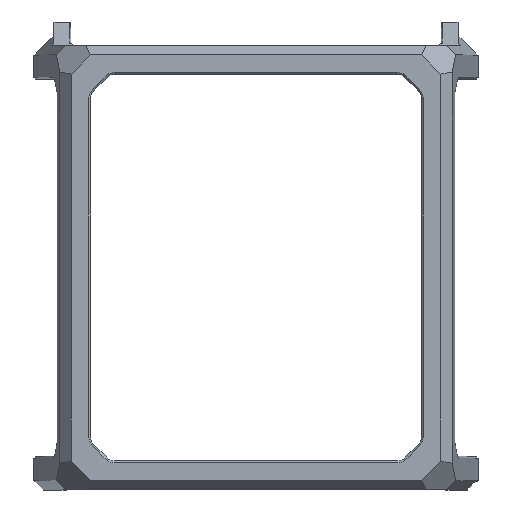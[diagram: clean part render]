
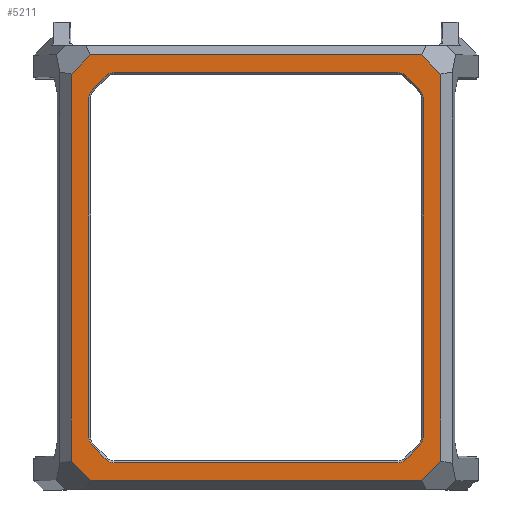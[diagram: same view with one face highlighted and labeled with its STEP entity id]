
A CAD part, top view. The second image highlights one B-rep face of the part: STEP entity #5211.
In plain terms, the highlighted planar face has unit normal (0, 0, 1).
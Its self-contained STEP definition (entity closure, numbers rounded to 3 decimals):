
#57=FACE_BOUND('',#845,.T.);
#217=PLANE('',#5638);
#538=FACE_OUTER_BOUND('',#844,.T.);
#844=EDGE_LOOP('',(#4556,#4557,#4558,#4559,#4560,#4561,#4562,#4563));
#845=EDGE_LOOP('',(#4564,#4565,#4566,#4567,#4568,#4569,#4570,#4571,#4572,
#4573,#4574,#4575,#4576,#4577,#4578,#4579));
#1018=LINE('',#7443,#1607);
#1043=LINE('',#7522,#1632);
#1091=LINE('',#7672,#1680);
#1119=LINE('',#7734,#1708);
#1181=LINE('',#7884,#1770);
#1185=LINE('',#7891,#1774);
#1209=LINE('',#8122,#1798);
#1260=LINE('',#8247,#1849);
#1297=LINE('',#8351,#1886);
#1299=LINE('',#8354,#1888);
#1403=LINE('',#8838,#1992);
#1404=LINE('',#8840,#1993);
#1405=LINE('',#8841,#1994);
#1406=LINE('',#8843,#1995);
#1407=LINE('',#8847,#1996);
#1408=LINE('',#8850,#1997);
#1607=VECTOR('',#5929,1000.);
#1632=VECTOR('',#6014,1000.);
#1680=VECTOR('',#6182,1000.);
#1708=VECTOR('',#6230,1000.);
#1770=VECTOR('',#6370,1000.);
#1774=VECTOR('',#6376,1000.);
#1798=VECTOR('',#6490,1000.);
#1849=VECTOR('',#6595,1000.);
#1886=VECTOR('',#6682,1000.);
#1888=VECTOR('',#6686,1000.);
#1992=VECTOR('',#6914,1000.);
#1993=VECTOR('',#6915,1000.);
#1994=VECTOR('',#6916,1000.);
#1995=VECTOR('',#6917,1000.);
#1996=VECTOR('',#6920,1000.);
#1997=VECTOR('',#6923,1000.);
#2119=CIRCLE('',#5367,6.);
#2120=CIRCLE('',#5370,6.);
#2145=CIRCLE('',#5440,6.);
#2147=CIRCLE('',#5443,6.);
#2181=CIRCLE('',#5549,6.);
#2183=CIRCLE('',#5553,6.);
#2203=CIRCLE('',#5639,6.);
#2204=CIRCLE('',#5640,6.);
#2311=VERTEX_POINT('',#7441);
#2312=VERTEX_POINT('',#7442);
#2334=VERTEX_POINT('',#7515);
#2335=VERTEX_POINT('',#7517);
#2336=VERTEX_POINT('',#7521);
#2337=VERTEX_POINT('',#7525);
#2378=VERTEX_POINT('',#7670);
#2402=VERTEX_POINT('',#7733);
#2405=VERTEX_POINT('',#7740);
#2406=VERTEX_POINT('',#7742);
#2408=VERTEX_POINT('',#7748);
#2451=VERTEX_POINT('',#7883);
#2478=VERTEX_POINT('',#8120);
#2521=VERTEX_POINT('',#8237);
#2524=VERTEX_POINT('',#8242);
#2525=VERTEX_POINT('',#8246);
#2527=VERTEX_POINT('',#8252);
#2553=VERTEX_POINT('',#8349);
#2626=VERTEX_POINT('',#8837);
#2627=VERTEX_POINT('',#8839);
#2628=VERTEX_POINT('',#8842);
#2629=VERTEX_POINT('',#8844);
#2630=VERTEX_POINT('',#8846);
#2631=VERTEX_POINT('',#8848);
#2806=EDGE_CURVE('',#2311,#2312,#1018,.T.);
#2845=EDGE_CURVE('',#2334,#2335,#2119,.T.);
#2847=EDGE_CURVE('',#2335,#2336,#1043,.T.);
#2849=EDGE_CURVE('',#2336,#2337,#2120,.T.);
#2922=EDGE_CURVE('',#2378,#2312,#1091,.T.);
#2952=EDGE_CURVE('',#2337,#2402,#1119,.T.);
#2956=EDGE_CURVE('',#2406,#2405,#2145,.T.);
#2959=EDGE_CURVE('',#2408,#2402,#2147,.T.);
#3029=EDGE_CURVE('',#2451,#2378,#1181,.T.);
#3033=EDGE_CURVE('',#2405,#2408,#1185,.T.);
#3078=EDGE_CURVE('',#2451,#2478,#1209,.T.);
#3139=EDGE_CURVE('',#2521,#2524,#2181,.T.);
#3140=EDGE_CURVE('',#2525,#2406,#1260,.T.);
#3145=EDGE_CURVE('',#2527,#2525,#2183,.T.);
#3187=EDGE_CURVE('',#2478,#2553,#1297,.T.);
#3189=EDGE_CURVE('',#2524,#2527,#1299,.T.);
#3309=EDGE_CURVE('',#2553,#2626,#1403,.T.);
#3310=EDGE_CURVE('',#2627,#2626,#1404,.T.);
#3311=EDGE_CURVE('',#2627,#2311,#1405,.T.);
#3312=EDGE_CURVE('',#2334,#2628,#1406,.T.);
#3313=EDGE_CURVE('',#2628,#2629,#2203,.T.);
#3314=EDGE_CURVE('',#2629,#2630,#1407,.T.);
#3315=EDGE_CURVE('',#2630,#2631,#2204,.T.);
#3316=EDGE_CURVE('',#2631,#2521,#1408,.T.);
#4556=ORIENTED_EDGE('',*,*,#2922,.F.);
#4557=ORIENTED_EDGE('',*,*,#3029,.F.);
#4558=ORIENTED_EDGE('',*,*,#3078,.T.);
#4559=ORIENTED_EDGE('',*,*,#3187,.T.);
#4560=ORIENTED_EDGE('',*,*,#3309,.T.);
#4561=ORIENTED_EDGE('',*,*,#3310,.F.);
#4562=ORIENTED_EDGE('',*,*,#3311,.T.);
#4563=ORIENTED_EDGE('',*,*,#2806,.T.);
#4564=ORIENTED_EDGE('',*,*,#2952,.F.);
#4565=ORIENTED_EDGE('',*,*,#2849,.F.);
#4566=ORIENTED_EDGE('',*,*,#2847,.F.);
#4567=ORIENTED_EDGE('',*,*,#2845,.F.);
#4568=ORIENTED_EDGE('',*,*,#3312,.T.);
#4569=ORIENTED_EDGE('',*,*,#3313,.T.);
#4570=ORIENTED_EDGE('',*,*,#3314,.T.);
#4571=ORIENTED_EDGE('',*,*,#3315,.T.);
#4572=ORIENTED_EDGE('',*,*,#3316,.T.);
#4573=ORIENTED_EDGE('',*,*,#3139,.T.);
#4574=ORIENTED_EDGE('',*,*,#3189,.T.);
#4575=ORIENTED_EDGE('',*,*,#3145,.T.);
#4576=ORIENTED_EDGE('',*,*,#3140,.T.);
#4577=ORIENTED_EDGE('',*,*,#2956,.T.);
#4578=ORIENTED_EDGE('',*,*,#3033,.T.);
#4579=ORIENTED_EDGE('',*,*,#2959,.T.);
#5211=ADVANCED_FACE('',(#538,#57),#217,.T.);
#5367=AXIS2_PLACEMENT_3D('',#7518,#6009,#6010);
#5370=AXIS2_PLACEMENT_3D('',#7526,#6018,#6019);
#5440=AXIS2_PLACEMENT_3D('',#7743,#6236,#6237);
#5443=AXIS2_PLACEMENT_3D('',#7749,#6243,#6244);
#5549=AXIS2_PLACEMENT_3D('',#8244,#6591,#6592);
#5553=AXIS2_PLACEMENT_3D('',#8256,#6603,#6604);
#5638=AXIS2_PLACEMENT_3D('',#8836,#6912,#6913);
#5639=AXIS2_PLACEMENT_3D('',#8845,#6918,#6919);
#5640=AXIS2_PLACEMENT_3D('',#8849,#6921,#6922);
#5929=DIRECTION('',(-0.707,-0.707,0.));
#6009=DIRECTION('center_axis',(0.,0.,
1.));
#6010=DIRECTION('ref_axis',(0.,-1.,0.));
#6014=DIRECTION('',(-0.707,-0.707,0.));
#6018=DIRECTION('center_axis',(0.,0.,
1.));
#6019=DIRECTION('ref_axis',(0.,-1.,0.));
#6182=DIRECTION('',(0.,1.,0.));
#6230=DIRECTION('',(0.,-1.,0.));
#6236=DIRECTION('center_axis',(0.,0.,
-1.));
#6237=DIRECTION('ref_axis',(0.,-1.,0.));
#6243=DIRECTION('center_axis',(0.,0.,
-1.));
#6244=DIRECTION('ref_axis',(0.,-1.,0.));
#6370=DIRECTION('',(-0.707,0.707,0.));
#6376=DIRECTION('',(-0.707,0.707,0.));
#6490=DIRECTION('',(1.,0.,0.));
#6591=DIRECTION('center_axis',(0.,0.,
-1.));
#6592=DIRECTION('ref_axis',(0.,-1.,0.));
#6595=DIRECTION('',(-1.,0.,0.));
#6603=DIRECTION('center_axis',(0.,0.,
-1.));
#6604=DIRECTION('ref_axis',(0.,-1.,0.));
#6682=DIRECTION('',(0.707,0.707,0.));
#6686=DIRECTION('',(-0.707,-0.707,0.));
#6912=DIRECTION('center_axis',(0.,0.,
1.));
#6913=DIRECTION('ref_axis',(0.,-1.,0.));
#6914=DIRECTION('',(0.,1.,0.));
#6915=DIRECTION('',(0.707,-0.707,0.));
#6916=DIRECTION('',(-1.,0.,0.));
#6917=DIRECTION('',(1.,0.,0.));
#6918=DIRECTION('center_axis',(0.,0.,
-1.));
#6919=DIRECTION('ref_axis',(0.,-1.,0.));
#6920=DIRECTION('',(0.707,-0.707,0.));
#6921=DIRECTION('center_axis',(0.,0.,
-1.));
#6922=DIRECTION('ref_axis',(0.,-1.,0.));
#6923=DIRECTION('',(0.,-1.,0.));
#7441=CARTESIAN_POINT('',(-88.679,114.,382.2));
#7442=CARTESIAN_POINT('',(-99.015,103.664,382.2));
#7443=CARTESIAN_POINT('',(-101.341,101.338,382.2));
#7515=CARTESIAN_POINT('',(-76.059,104.5,382.2));
#7517=CARTESIAN_POINT('',(-80.301,102.742,382.2));
#7518=CARTESIAN_POINT('Origin',(-76.059,98.5,382.2));
#7521=CARTESIAN_POINT('',(-87.757,95.287,382.2));
#7522=CARTESIAN_POINT('',(-87.757,95.287,382.2));
#7525=CARTESIAN_POINT('',(-89.515,91.044,382.2));
#7526=CARTESIAN_POINT('Origin',(-83.515,91.044,382.2));
#7670=CARTESIAN_POINT('',(-99.015,-103.664,382.2));
#7672=CARTESIAN_POINT('',(-99.015,96.,382.2));
#7733=CARTESIAN_POINT('',(-89.515,-91.044,382.2));
#7734=CARTESIAN_POINT('',(-89.515,-91.044,382.2));
#7740=CARTESIAN_POINT('',(-80.301,-102.743,382.2));
#7742=CARTESIAN_POINT('',(-76.059,-104.5,382.2));
#7743=CARTESIAN_POINT('Origin',(-76.059,-98.5,382.2));
#7748=CARTESIAN_POINT('',(-87.757,-95.287,382.2));
#7749=CARTESIAN_POINT('Origin',(-83.515,-91.044,382.2));
#7883=CARTESIAN_POINT('',(-88.679,-114.,382.2));
#7884=CARTESIAN_POINT('',(-101.341,-101.338,382.2));
#7891=CARTESIAN_POINT('',(-87.757,-95.287,382.2));
#8120=CARTESIAN_POINT('',(88.674,-114.,382.2));
#8122=CARTESIAN_POINT('',(81.01,-114.,382.2));
#8237=CARTESIAN_POINT('',(89.51,-91.044,382.2));
#8242=CARTESIAN_POINT('',(87.752,-95.287,382.2));
#8244=CARTESIAN_POINT('Origin',(83.51,-91.044,382.2));
#8246=CARTESIAN_POINT('',(76.054,-104.5,382.2));
#8247=CARTESIAN_POINT('',(-76.059,-104.5,382.2));
#8252=CARTESIAN_POINT('',(80.297,-102.743,382.2));
#8256=CARTESIAN_POINT('Origin',(76.054,-98.5,382.2));
#8349=CARTESIAN_POINT('',(99.01,-103.664,382.2));
#8351=CARTESIAN_POINT('',(101.336,-101.338,382.2));
#8354=CARTESIAN_POINT('',(80.297,-102.743,382.2));
#8836=CARTESIAN_POINT('Origin',(-0.002,0.,
382.2));
#8837=CARTESIAN_POINT('',(99.01,103.664,382.2));
#8838=CARTESIAN_POINT('',(99.01,96.,382.2));
#8839=CARTESIAN_POINT('',(88.674,114.,382.2));
#8840=CARTESIAN_POINT('',(101.336,101.338,382.2));
#8841=CARTESIAN_POINT('',(-81.015,114.,382.2));
#8842=CARTESIAN_POINT('',(76.054,104.5,382.2));
#8843=CARTESIAN_POINT('',(76.054,104.5,382.2));
#8844=CARTESIAN_POINT('',(80.297,102.742,382.2));
#8845=CARTESIAN_POINT('Origin',(76.054,98.5,382.2));
#8846=CARTESIAN_POINT('',(87.752,95.287,382.2));
#8847=CARTESIAN_POINT('',(87.752,95.287,382.2));
#8848=CARTESIAN_POINT('',(89.51,91.044,382.2));
#8849=CARTESIAN_POINT('Origin',(83.51,91.044,382.2));
#8850=CARTESIAN_POINT('',(89.51,-91.044,382.2));
